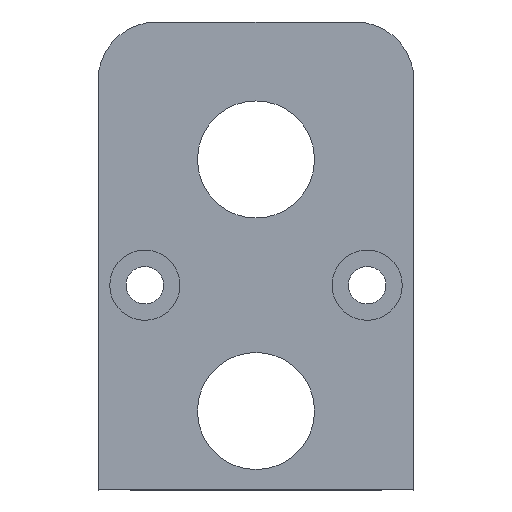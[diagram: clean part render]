
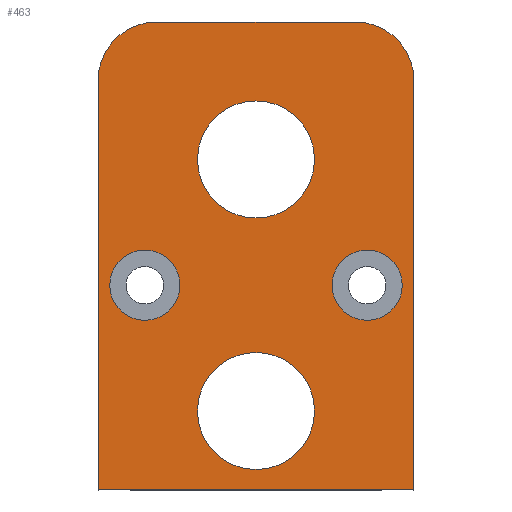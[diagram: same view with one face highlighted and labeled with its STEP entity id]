
A CAD part, front view. The second image highlights one B-rep face of the part: STEP entity #463.
In plain terms, the highlighted planar face has unit normal (0, -1, 0).
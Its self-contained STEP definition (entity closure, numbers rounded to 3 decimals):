
#25=LINE('',#732,#54);
#32=LINE('',#754,#61);
#44=LINE('',#813,#73);
#45=LINE('',#815,#74);
#54=VECTOR('',#590,10.);
#61=VECTOR('',#611,10.);
#73=VECTOR('',#677,10.);
#74=VECTOR('',#680,10.);
#96=FACE_BOUND('',#157,.T.);
#97=FACE_BOUND('',#158,.T.);
#98=FACE_BOUND('',#159,.T.);
#99=FACE_BOUND('',#160,.T.);
#123=FACE_OUTER_BOUND('',#156,.T.);
#156=EDGE_LOOP('',(#418,#419,#420,#421,#422,#423));
#157=EDGE_LOOP('',(#424,#425));
#158=EDGE_LOOP('',(#426,#427));
#159=EDGE_LOOP('',(#428));
#160=EDGE_LOOP('',(#429));
#164=CIRCLE('',#483,3.);
#165=CIRCLE('',#484,3.);
#170=CIRCLE('',#492,3.);
#171=CIRCLE('',#493,3.);
#174=CIRCLE('',#498,5.);
#178=CIRCLE('',#505,5.);
#193=CIRCLE('',#530,5.);
#194=CIRCLE('',#532,5.);
#198=VERTEX_POINT('',#692);
#199=VERTEX_POINT('',#693);
#204=VERTEX_POINT('',#709);
#205=VERTEX_POINT('',#710);
#209=VERTEX_POINT('',#722);
#210=VERTEX_POINT('',#724);
#212=VERTEX_POINT('',#730);
#219=VERTEX_POINT('',#748);
#220=VERTEX_POINT('',#752);
#238=VERTEX_POINT('',#803);
#239=VERTEX_POINT('',#807);
#240=VERTEX_POINT('',#811);
#244=EDGE_CURVE('',#198,#199,#164,.T.);
#245=EDGE_CURVE('',#199,#198,#165,.T.);
#252=EDGE_CURVE('',#204,#205,#170,.T.);
#253=EDGE_CURVE('',#205,#204,#171,.T.);
#259=EDGE_CURVE('',#209,#210,#174,.T.);
#263=EDGE_CURVE('',#212,#209,#25,.T.);
#272=EDGE_CURVE('',#219,#212,#178,.T.);
#274=EDGE_CURVE('',#220,#219,#32,.T.);
#297=EDGE_CURVE('',#238,#238,#193,.T.);
#299=EDGE_CURVE('',#239,#239,#194,.T.);
#302=EDGE_CURVE('',#240,#220,#44,.T.);
#303=EDGE_CURVE('',#210,#240,#45,.T.);
#418=ORIENTED_EDGE('',*,*,#259,.F.);
#419=ORIENTED_EDGE('',*,*,#263,.F.);
#420=ORIENTED_EDGE('',*,*,#272,.F.);
#421=ORIENTED_EDGE('',*,*,#274,.F.);
#422=ORIENTED_EDGE('',*,*,#302,.F.);
#423=ORIENTED_EDGE('',*,*,#303,.F.);
#424=ORIENTED_EDGE('',*,*,#244,.T.);
#425=ORIENTED_EDGE('',*,*,#245,.T.);
#426=ORIENTED_EDGE('',*,*,#252,.T.);
#427=ORIENTED_EDGE('',*,*,#253,.T.);
#428=ORIENTED_EDGE('',*,*,#297,.T.);
#429=ORIENTED_EDGE('',*,*,#299,.T.);
#439=PLANE('',#535);
#463=ADVANCED_FACE('',(#123,#96,#97,#98,#99),#439,.F.);
#483=AXIS2_PLACEMENT_3D('',#694,#548,#549);
#484=AXIS2_PLACEMENT_3D('',#695,#550,#551);
#492=AXIS2_PLACEMENT_3D('',#711,#568,#569);
#493=AXIS2_PLACEMENT_3D('',#712,#570,#571);
#498=AXIS2_PLACEMENT_3D('',#725,#583,#584);
#505=AXIS2_PLACEMENT_3D('',#750,#606,#607);
#530=AXIS2_PLACEMENT_3D('',#804,#666,#667);
#532=AXIS2_PLACEMENT_3D('',#808,#671,#672);
#535=AXIS2_PLACEMENT_3D('',#816,#681,#682);
#548=DIRECTION('center_axis',(0.,1.,0.));
#549=DIRECTION('ref_axis',(1.,0.,0.));
#550=DIRECTION('center_axis',(0.,1.,0.));
#551=DIRECTION('ref_axis',(1.,0.,0.));
#568=DIRECTION('center_axis',(0.,1.,0.));
#569=DIRECTION('ref_axis',(1.,0.,0.));
#570=DIRECTION('center_axis',(0.,1.,0.));
#571=DIRECTION('ref_axis',(1.,0.,0.));
#583=DIRECTION('center_axis',(0.,1.,0.));
#584=DIRECTION('ref_axis',(0.707,0.,0.707));
#590=DIRECTION('',(1.,0.,0.));
#606=DIRECTION('center_axis',(0.,1.,0.));
#607=DIRECTION('ref_axis',(-0.707,0.,0.707));
#611=DIRECTION('',(0.,0.,1.));
#666=DIRECTION('center_axis',(0.,1.,0.));
#667=DIRECTION('ref_axis',(1.,0.,0.));
#671=DIRECTION('center_axis',(0.,1.,0.));
#672=DIRECTION('ref_axis',(1.,0.,0.));
#677=DIRECTION('',(-1.,0.,0.));
#680=DIRECTION('',(0.,0.,-1.));
#681=DIRECTION('center_axis',(0.,1.,0.));
#682=DIRECTION('ref_axis',(0.,0.,1.));
#692=CARTESIAN_POINT('',(-6.5,0.,17.5));
#693=CARTESIAN_POINT('',(-12.5,0.,17.5));
#694=CARTESIAN_POINT('Origin',(-9.5,0.,17.5));
#695=CARTESIAN_POINT('Origin',(-9.5,0.,17.5));
#709=CARTESIAN_POINT('',(12.5,0.,17.5));
#710=CARTESIAN_POINT('',(6.5,0.,17.5));
#711=CARTESIAN_POINT('Origin',(9.5,0.,17.5));
#712=CARTESIAN_POINT('Origin',(9.5,0.,17.5));
#722=CARTESIAN_POINT('',(8.5,0.,40.));
#724=CARTESIAN_POINT('',(13.5,0.,35.));
#725=CARTESIAN_POINT('Origin',(8.5,0.,35.));
#730=CARTESIAN_POINT('',(-8.5,0.,40.));
#732=CARTESIAN_POINT('',(-13.5,0.,40.));
#748=CARTESIAN_POINT('',(-13.5,0.,35.));
#750=CARTESIAN_POINT('Origin',(-8.5,0.,35.));
#752=CARTESIAN_POINT('',(-13.5,0.,0.));
#754=CARTESIAN_POINT('',(-13.5,0.,0.));
#803=CARTESIAN_POINT('',(-5.,0.,6.75));
#804=CARTESIAN_POINT('Origin',(0.,0.,6.75));
#807=CARTESIAN_POINT('',(-5.,0.,28.25));
#808=CARTESIAN_POINT('Origin',(0.,0.,28.25));
#811=CARTESIAN_POINT('',(13.5,0.,0.));
#813=CARTESIAN_POINT('',(13.5,0.,0.));
#815=CARTESIAN_POINT('',(13.5,0.,40.));
#816=CARTESIAN_POINT('Origin',(0.,0.,20.));
